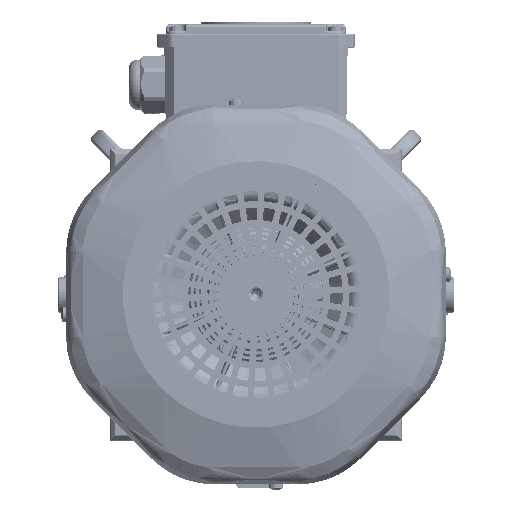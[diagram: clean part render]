
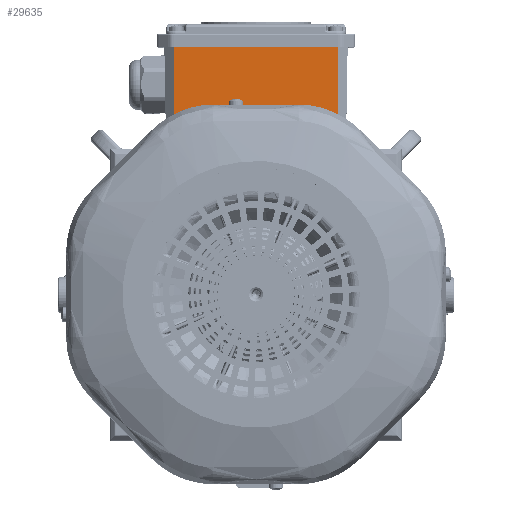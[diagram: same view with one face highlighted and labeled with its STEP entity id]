
A CAD part, top view. The second image highlights one B-rep face of the part: STEP entity #29635.
In plain terms, the highlighted planar face has unit normal (0, -0.018, 1).
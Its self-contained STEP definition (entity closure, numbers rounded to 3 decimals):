
#5944=PLANE('',#132768);
#15410=LINE('',#194029,#21715);
#15411=LINE('',#194031,#21716);
#15412=LINE('',#194033,#21717);
#15413=LINE('',#194035,#21718);
#21715=VECTOR('',#148920,1.);
#21716=VECTOR('',#148923,1.);
#21717=VECTOR('',#148924,1.);
#21718=VECTOR('',#148925,1.);
#29635=ADVANCED_FACE('',(#37889),#5944,.T.);
#37889=FACE_OUTER_BOUND('',#45564,.T.);
#45564=EDGE_LOOP('',(#56081,#56082,#56083,#56084));
#56081=ORIENTED_EDGE('',*,*,#104428,.T.);
#56082=ORIENTED_EDGE('',*,*,#104427,.F.);
#56083=ORIENTED_EDGE('',*,*,#104429,.F.);
#56084=ORIENTED_EDGE('',*,*,#104430,.T.);
#90819=VERTEX_POINT('',#194023);
#90822=VERTEX_POINT('',#194028);
#90823=VERTEX_POINT('',#194032);
#90824=VERTEX_POINT('',#194034);
#104427=EDGE_CURVE('',#90822,#90819,#15410,.T.);
#104428=EDGE_CURVE('',#90823,#90819,#15411,.T.);
#104429=EDGE_CURVE('',#90824,#90822,#15412,.T.);
#104430=EDGE_CURVE('',#90824,#90823,#15413,.T.);
#132768=AXIS2_PLACEMENT_3D('',#194036,#148926,#148927);
#148920=DIRECTION('',(-0.007,1.,0.017));
#148923=DIRECTION('',(-1.,0.,0.));
#148924=DIRECTION('',(-1.,0.,0.));
#148925=DIRECTION('',(0.007,1.,0.017));
#148926=DIRECTION('',(0.,-0.017,1.));
#148927=DIRECTION('',(0.,1.,0.017));
#194023=CARTESIAN_POINT('',(-45.457,137.,98.689));
#194028=CARTESIAN_POINT('',(-45.172,97.5,98.));
#194029=CARTESIAN_POINT('',(-45.172,97.5,98.));
#194031=CARTESIAN_POINT('',(45.172,137.,98.689));
#194032=CARTESIAN_POINT('',(45.457,137.,98.689));
#194033=CARTESIAN_POINT('',(45.172,97.5,98.));
#194034=CARTESIAN_POINT('',(45.172,97.5,98.));
#194035=CARTESIAN_POINT('',(45.172,97.5,98.));
#194036=CARTESIAN_POINT('',(45.172,97.5,98.));
